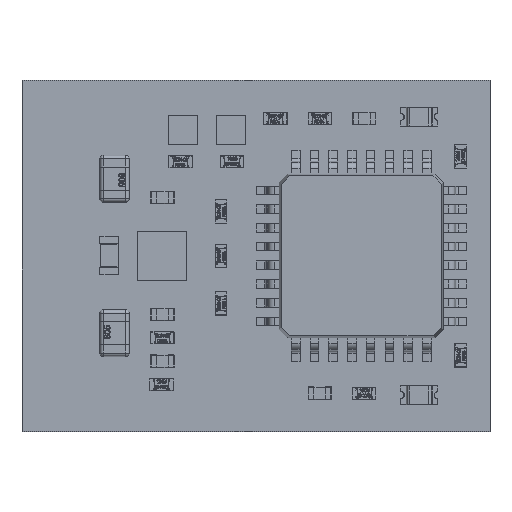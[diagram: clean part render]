
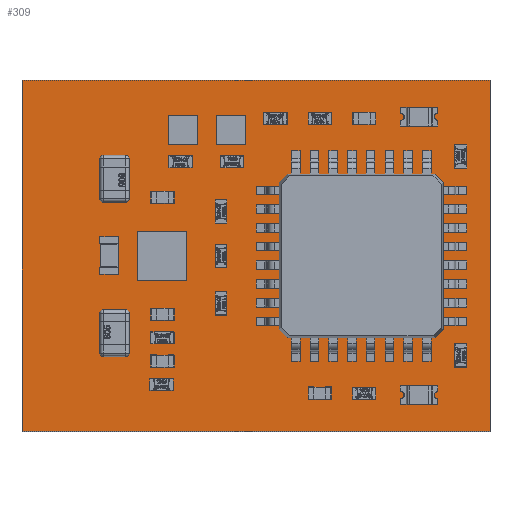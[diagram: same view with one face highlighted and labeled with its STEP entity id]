
A CAD part, top view. The second image highlights one B-rep face of the part: STEP entity #309.
In plain terms, the highlighted planar face has unit normal (0, 0, 1).
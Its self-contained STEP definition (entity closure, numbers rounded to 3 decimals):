
#180 = VERTEX_POINT('',#181);
#181 = CARTESIAN_POINT('',(0.,-7.5,1.889));
#187 = EDGE_CURVE('',#180,#188,#190,.T.);
#188 = VERTEX_POINT('',#189);
#189 = CARTESIAN_POINT('',(0.,7.5,1.889));
#190 = LINE('',#191,#192);
#191 = CARTESIAN_POINT('',(0.,-7.5,1.889));
#192 = VECTOR('',#193,1.);
#193 = DIRECTION('',(0.,1.,0.));
#218 = EDGE_CURVE('',#188,#219,#221,.T.);
#219 = VERTEX_POINT('',#220);
#220 = CARTESIAN_POINT('',(20.,7.5,1.889));
#221 = LINE('',#222,#223);
#222 = CARTESIAN_POINT('',(0.,7.5,1.889));
#223 = VECTOR('',#224,1.);
#224 = DIRECTION('',(1.,0.,0.));
#249 = EDGE_CURVE('',#219,#250,#252,.T.);
#250 = VERTEX_POINT('',#251);
#251 = CARTESIAN_POINT('',(20.,-7.5,1.889));
#252 = LINE('',#253,#254);
#253 = CARTESIAN_POINT('',(20.,7.5,1.889));
#254 = VECTOR('',#255,1.);
#255 = DIRECTION('',(0.,-1.,0.));
#280 = EDGE_CURVE('',#250,#180,#281,.T.);
#281 = LINE('',#282,#283);
#282 = CARTESIAN_POINT('',(20.,-7.5,1.889));
#283 = VECTOR('',#284,1.);
#284 = DIRECTION('',(-1.,0.,0.));
#309 = ADVANCED_FACE('',(#310),#316,.T.);
#310 = FACE_BOUND('',#311,.F.);
#311 = EDGE_LOOP('',(#312,#313,#314,#315));
#312 = ORIENTED_EDGE('',*,*,#187,.T.);
#313 = ORIENTED_EDGE('',*,*,#218,.T.);
#314 = ORIENTED_EDGE('',*,*,#249,.T.);
#315 = ORIENTED_EDGE('',*,*,#280,.T.);
#316 = PLANE('',#317);
#317 = AXIS2_PLACEMENT_3D('',#318,#319,#320);
#318 = CARTESIAN_POINT('',(0.,-7.5,1.889));
#319 = DIRECTION('',(0.,0.,1.));
#320 = DIRECTION('',(1.,0.,0.));
